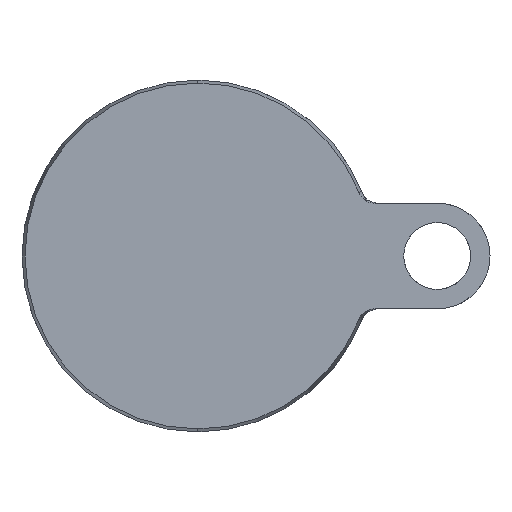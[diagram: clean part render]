
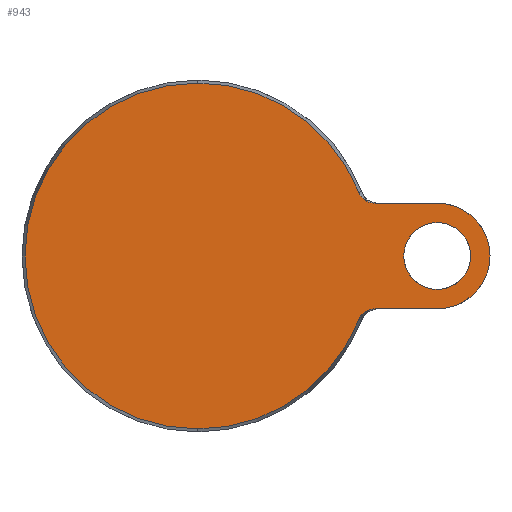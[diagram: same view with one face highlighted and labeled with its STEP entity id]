
A CAD part, front view. The second image highlights one B-rep face of the part: STEP entity #943.
In plain terms, the highlighted planar face has unit normal (0, -1, 0).
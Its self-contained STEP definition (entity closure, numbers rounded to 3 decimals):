
#2 = LINE ( 'NONE', #1158, #41 ) ;
#8 = CARTESIAN_POINT ( 'NONE',  ( 49.862, 0., -15.019 ) ) ;
#28 = B_SPLINE_CURVE_WITH_KNOTS ( 'NONE', 3,
 ( #626, #1307, #1104, #532, #992, #852, #280, #53, #1436, #1442, #1083, #516, #728, #1187 ),
 .UNSPECIFIED., .F., .F.,
 ( 4, 2, 2, 2, 2, 2, 4 ),
 ( 0., 0.001, 0.002, 0.003, 0.004, 0.004, 0.006 ),
 .UNSPECIFIED. ) ;
#32 = EDGE_CURVE ( 'NONE', #1415, #794, #28, .T. ) ;
#41 = VECTOR ( 'NONE', #1403, 1000. ) ;
#53 = CARTESIAN_POINT ( 'NONE',  ( 47.322, 0., 16. ) ) ;
#64 = CARTESIAN_POINT ( 'NONE',  ( 0., 0., 0. ) ) ;
#71 = CARTESIAN_POINT ( 'NONE',  ( 45.848, 0., -17.699 ) ) ;
#86 = AXIS2_PLACEMENT_3D ( 'NONE', #691, #1139, #108 ) ;
#91 = DIRECTION ( 'NONE',  ( 0., 0., -1. ) ) ;
#103 = CARTESIAN_POINT ( 'NONE',  ( 68., 0., 9.5 ) ) ;
#108 = DIRECTION ( 'NONE',  ( 0., 0., 1. ) ) ;
#121 = CARTESIAN_POINT ( 'NONE',  ( 50.366, 0., -15. ) ) ;
#125 = CARTESIAN_POINT ( 'NONE',  ( 68., 0., -9.5 ) ) ;
#128 = CARTESIAN_POINT ( 'NONE',  ( 48.637, 0., -15.295 ) ) ;
#135 = CARTESIAN_POINT ( 'NONE',  ( 47.314, 0., -16.005 ) ) ;
#165 = ORIENTED_EDGE ( 'NONE', *, *, #1098, .T. ) ;
#168 = CIRCLE ( 'NONE', #740, 15. ) ;
#198 = DIRECTION ( 'NONE',  ( 0., -1., 0. ) ) ;
#218 = CARTESIAN_POINT ( 'NONE',  ( 45.66, 0., -18.169 ) ) ;
#241 = CARTESIAN_POINT ( 'NONE',  ( 47.73, 0., -15.726 ) ) ;
#251 = ORIENTED_EDGE ( 'NONE', *, *, #1070, .T. ) ;
#252 = CARTESIAN_POINT ( 'NONE',  ( 68., 0., 15. ) ) ;
#280 = CARTESIAN_POINT ( 'NONE',  ( 47.738, 0., 15.721 ) ) ;
#282 = ORIENTED_EDGE ( 'NONE', *, *, #674, .F. ) ;
#288 = AXIS2_PLACEMENT_3D ( 'NONE', #1466, #444, #783 ) ;
#295 = EDGE_CURVE ( 'NONE', #794, #840, #1214, .T. ) ;
#308 = ORIENTED_EDGE ( 'NONE', *, *, #1135, .F. ) ;
#332 = DIRECTION ( 'NONE',  ( 0., 0., -1. ) ) ;
#334 = AXIS2_PLACEMENT_3D ( 'NONE', #64, #507, #1209 ) ;
#340 = ORIENTED_EDGE ( 'NONE', *, *, #1355, .T. ) ;
#353 = DIRECTION ( 'NONE',  ( 0., -1., 0. ) ) ;
#360 = ORIENTED_EDGE ( 'NONE', *, *, #1438, .T. ) ;
#369 = EDGE_LOOP ( 'NONE', ( #282, #648, #1413, #340, #1213, #251, #308, #1132 ) ) ;
#395 = PLANE ( 'NONE',  #1389 ) ;
#443 = VERTEX_POINT ( 'NONE', #851 ) ;
#444 = DIRECTION ( 'NONE',  ( 0., 1., 0. ) ) ;
#471 = CARTESIAN_POINT ( 'NONE',  ( 47.118, 0., -16.16 ) ) ;
#477 = LINE ( 'NONE', #1250, #502 ) ;
#482 = B_SPLINE_CURVE_WITH_KNOTS ( 'NONE', 3,
 ( #218, #71, #1268, #1283, #1165, #471, #135, #241, #682, #1396, #128, #594, #706, #8, #924, #121 ),
 .UNSPECIFIED., .F., .F.,
 ( 4, 2, 2, 2, 2, 2, 2, 4 ),
 ( 0., 0.001, 0.002, 0.003, 0.004, 0.004, 0.005, 0.006 ),
 .UNSPECIFIED. ) ;
#502 = VECTOR ( 'NONE', #1150, 1000. ) ;
#507 = DIRECTION ( 'NONE',  ( 0., -1., 0. ) ) ;
#516 = CARTESIAN_POINT ( 'NONE',  ( 46.108, 0., 17.258 ) ) ;
#527 = CIRCLE ( 'NONE', #334, 49.143 ) ;
#530 = CARTESIAN_POINT ( 'NONE',  ( -49.143, 0., 0. ) ) ;
#532 = CARTESIAN_POINT ( 'NONE',  ( 48.644, 0., 15.292 ) ) ;
#556 = CARTESIAN_POINT ( 'NONE',  ( 0., 0., 0. ) ) ;
#585 = CARTESIAN_POINT ( 'NONE',  ( 50.366, 0., 15. ) ) ;
#593 = VERTEX_POINT ( 'NONE', #792 ) ;
#594 = CARTESIAN_POINT ( 'NONE',  ( 49.116, 0., -15.149 ) ) ;
#626 = CARTESIAN_POINT ( 'NONE',  ( 50.366, 0., 15. ) ) ;
#636 = FACE_BOUND ( 'NONE', #1407, .T. ) ;
#648 = ORIENTED_EDGE ( 'NONE', *, *, #32, .T. ) ;
#674 = EDGE_CURVE ( 'NONE', #1415, #1484, #2, .T. ) ;
#682 = CARTESIAN_POINT ( 'NONE',  ( 47.952, 0., -15.6 ) ) ;
#691 = CARTESIAN_POINT ( 'NONE',  ( 68., 0., 0. ) ) ;
#706 = CARTESIAN_POINT ( 'NONE',  ( 49.363, 0., -15.093 ) ) ;
#707 = CARTESIAN_POINT ( 'NONE',  ( 45.66, 0., 18.169 ) ) ;
#717 = CIRCLE ( 'NONE', #1483, 49.143 ) ;
#728 = CARTESIAN_POINT ( 'NONE',  ( 45.848, 0., 17.699 ) ) ;
#735 = AXIS2_PLACEMENT_3D ( 'NONE', #556, #198, #1107 ) ;
#740 = AXIS2_PLACEMENT_3D ( 'NONE', #1468, #1356, #332 ) ;
#783 = DIRECTION ( 'NONE',  ( 0., 0., 1. ) ) ;
#792 = CARTESIAN_POINT ( 'NONE',  ( 45.66, 0., -18.169 ) ) ;
#794 = VERTEX_POINT ( 'NONE', #707 ) ;
#807 = CARTESIAN_POINT ( 'NONE',  ( 0., 0., 0. ) ) ;
#812 = CIRCLE ( 'NONE', #86, 9.5 ) ;
#840 = VERTEX_POINT ( 'NONE', #1432 ) ;
#851 = CARTESIAN_POINT ( 'NONE',  ( 0., 0., -49.143 ) ) ;
#852 = CARTESIAN_POINT ( 'NONE',  ( 47.955, 0., 15.598 ) ) ;
#873 = DIRECTION ( 'NONE',  ( 0., 0., 1. ) ) ;
#899 = EDGE_CURVE ( 'NONE', #443, #593, #527, .T. ) ;
#924 = CARTESIAN_POINT ( 'NONE',  ( 50.113, 0., -15. ) ) ;
#943 = ADVANCED_FACE ( 'NONE', ( #966, #636 ), #395, .F. ) ;
#966 = FACE_OUTER_BOUND ( 'NONE', #369, .T. ) ;
#990 = DIRECTION ( 'NONE',  ( 0., 1., 0. ) ) ;
#992 = CARTESIAN_POINT ( 'NONE',  ( 48.407, 0., 15.384 ) ) ;
#1013 = VERTEX_POINT ( 'NONE', #103 ) ;
#1062 = EDGE_CURVE ( 'NONE', #1484, #1388, #168, .T. ) ;
#1070 = EDGE_CURVE ( 'NONE', #593, #1160, #482, .T. ) ;
#1083 = CARTESIAN_POINT ( 'NONE',  ( 46.58, 0., 16.677 ) ) ;
#1098 = EDGE_CURVE ( 'NONE', #1013, #1347, #812, .T. ) ;
#1104 = CARTESIAN_POINT ( 'NONE',  ( 49.366, 0., 15.074 ) ) ;
#1107 = DIRECTION ( 'NONE',  ( 0., 0., -1. ) ) ;
#1132 = ORIENTED_EDGE ( 'NONE', *, *, #1062, .F. ) ;
#1135 = EDGE_CURVE ( 'NONE', #1388, #1160, #477, .T. ) ;
#1139 = DIRECTION ( 'NONE',  ( 0., 1., 0. ) ) ;
#1150 = DIRECTION ( 'NONE',  ( -1., 0., 0. ) ) ;
#1158 = CARTESIAN_POINT ( 'NONE',  ( 15., 0., 15. ) ) ;
#1160 = VERTEX_POINT ( 'NONE', #1172 ) ;
#1165 = CARTESIAN_POINT ( 'NONE',  ( 46.749, 0., -16.497 ) ) ;
#1172 = CARTESIAN_POINT ( 'NONE',  ( 50.366, 0., -15. ) ) ;
#1174 = CIRCLE ( 'NONE', #288, 9.5 ) ;
#1187 = CARTESIAN_POINT ( 'NONE',  ( 45.66, 0., 18.169 ) ) ;
#1209 = DIRECTION ( 'NONE',  ( 0., 0., -1. ) ) ;
#1213 = ORIENTED_EDGE ( 'NONE', *, *, #899, .T. ) ;
#1214 = CIRCLE ( 'NONE', #735, 49.143 ) ;
#1250 = CARTESIAN_POINT ( 'NONE',  ( 15., 0., -15. ) ) ;
#1256 = CARTESIAN_POINT ( 'NONE',  ( 68., 0., -15. ) ) ;
#1268 = CARTESIAN_POINT ( 'NONE',  ( 46.1, 0., -17.269 ) ) ;
#1283 = CARTESIAN_POINT ( 'NONE',  ( 46.575, 0., -16.681 ) ) ;
#1307 = CARTESIAN_POINT ( 'NONE',  ( 49.86, 0., 15. ) ) ;
#1347 = VERTEX_POINT ( 'NONE', #125 ) ;
#1355 = EDGE_CURVE ( 'NONE', #840, #443, #717, .T. ) ;
#1356 = DIRECTION ( 'NONE',  ( 0., 1., 0. ) ) ;
#1388 = VERTEX_POINT ( 'NONE', #1256 ) ;
#1389 = AXIS2_PLACEMENT_3D ( 'NONE', #530, #990, #873 ) ;
#1396 = CARTESIAN_POINT ( 'NONE',  ( 48.405, 0., -15.385 ) ) ;
#1403 = DIRECTION ( 'NONE',  ( 1., 0., 0. ) ) ;
#1407 = EDGE_LOOP ( 'NONE', ( #360, #165 ) ) ;
#1413 = ORIENTED_EDGE ( 'NONE', *, *, #295, .T. ) ;
#1415 = VERTEX_POINT ( 'NONE', #585 ) ;
#1432 = CARTESIAN_POINT ( 'NONE',  ( 0., 0., 49.143 ) ) ;
#1436 = CARTESIAN_POINT ( 'NONE',  ( 47.122, 0., 16.157 ) ) ;
#1438 = EDGE_CURVE ( 'NONE', #1347, #1013, #1174, .T. ) ;
#1442 = CARTESIAN_POINT ( 'NONE',  ( 46.751, 0., 16.495 ) ) ;
#1466 = CARTESIAN_POINT ( 'NONE',  ( 68., 0., 0. ) ) ;
#1468 = CARTESIAN_POINT ( 'NONE',  ( 68., 0., 0. ) ) ;
#1483 = AXIS2_PLACEMENT_3D ( 'NONE', #807, #353, #91 ) ;
#1484 = VERTEX_POINT ( 'NONE', #252 ) ;
